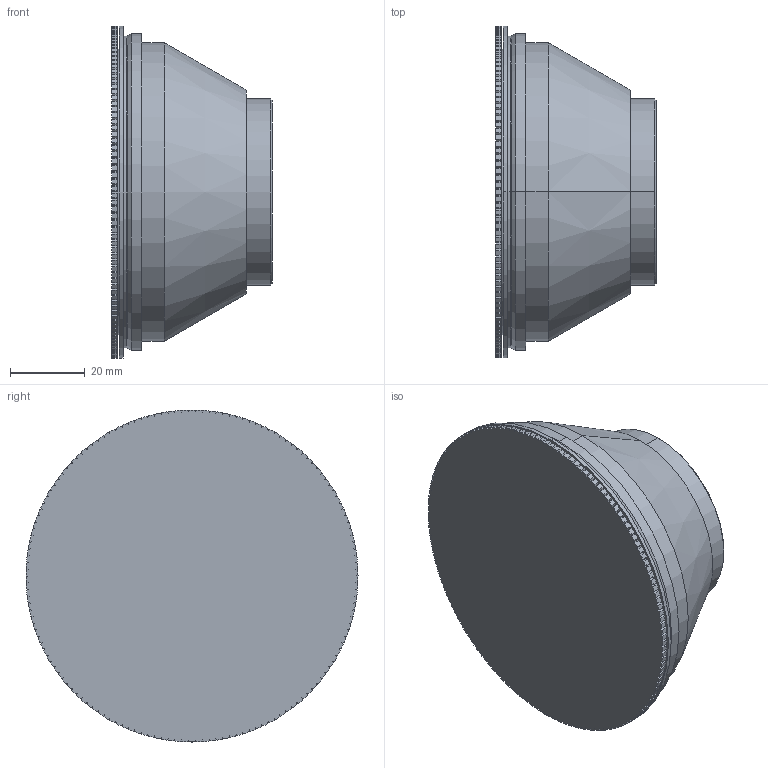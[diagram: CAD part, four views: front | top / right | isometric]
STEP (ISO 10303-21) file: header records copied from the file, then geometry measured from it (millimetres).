
FILE_DESCRIPTION (( 'STEP AP203' ), '1' );
FILE_NAME ('S4LFT0163_04_126.STEP', '2015-07-23T12:06:33', ( 'poweredge' ), ( 'Microsoft' ), 'SwSTEP 2.0', 'SolidWorks 2014', '' );
FILE_SCHEMA (( 'CONFIG_CONTROL_DESIGN' ));
Length unit declared in the file: millimetre
Products named in the file (1): S4LFT0163_04_126
Bounding box: 43.1 x 89 x 89 mm (x, y, z)
Volume: 169434.3 mm3; surface area: 23363.6 mm2
Topology: 1 solids, 1 shells, 482 faces, 1411 edges, 936 vertices
Faces by surface type: plane 307, cylinder 163, torus 6, cone 6
Entity records: 16042 total; most frequent: CARTESIAN_POINT 2830, ORIENTED_EDGE 2822, DIRECTION 2719, EDGE_CURVE 1411, LINE 1069, VECTOR 1069, VERTEX_POINT 936, AXIS2_PLACEMENT_3D 825
